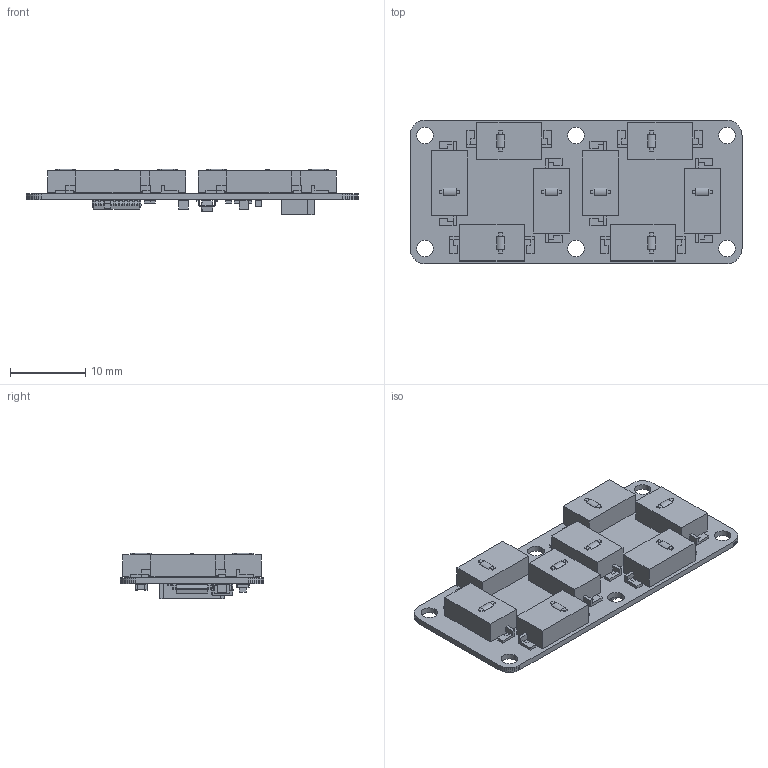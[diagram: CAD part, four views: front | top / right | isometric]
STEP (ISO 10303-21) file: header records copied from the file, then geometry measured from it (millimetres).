
FILE_DESCRIPTION (( 'STEP AP214' ), '1' );
FILE_NAME ('M4G thumb.STEP', '2025-01-23T16:00:23', ( '' ), ( '' ), 'SwSTEP 2.0', 'SolidWorks 2023', '' );
FILE_SCHEMA (( 'AUTOMOTIVE_DESIGN' ));
Length unit declared in the file: millimetre
Products named in the file (1): M4G thumb
Bounding box: 44 x 19 x 6.03 mm (x, y, z)
Volume: 1738.3 mm3; surface area: 3601 mm2
Topology: 30 solids, 30 shells, 1397 faces, 3654 edges, 2376 vertices
Faces by surface type: plane 1014, cylinder 310, bspline 73
Entity records: 42676 total; most frequent: CARTESIAN_POINT 7711, ORIENTED_EDGE 7308, DIRECTION 6860, EDGE_CURVE 3654, LINE 2970, VECTOR 2970, VERTEX_POINT 2376, AXIS2_PLACEMENT_3D 1945
